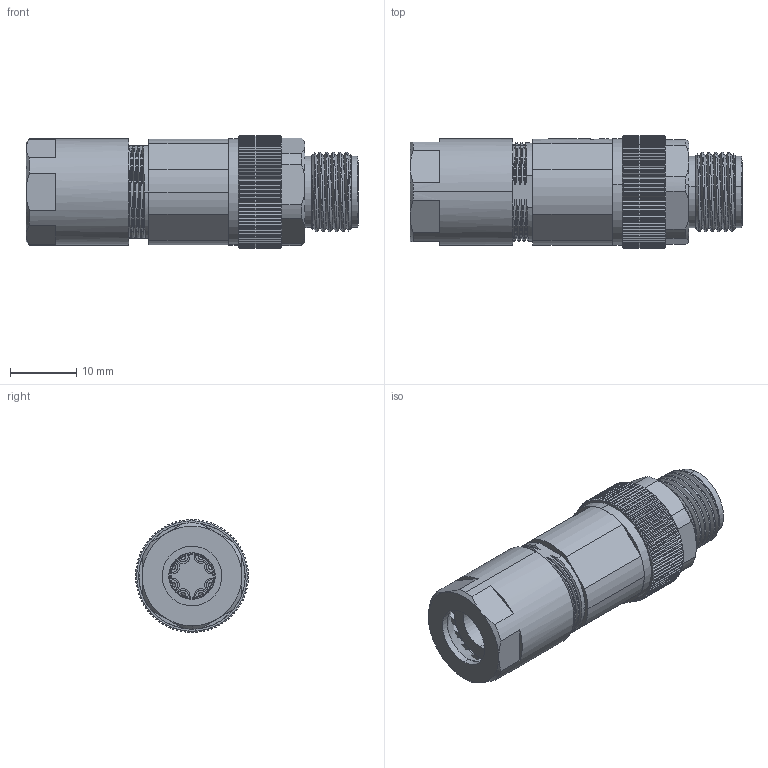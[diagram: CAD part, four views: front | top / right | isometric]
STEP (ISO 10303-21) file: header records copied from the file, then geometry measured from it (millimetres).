
FILE_DESCRIPTION (( 'STEP AP214' ), '1' );
FILE_NAME ('55-00259.STEP', '2024-04-10T18:11:35', ( '' ), ( '' ), 'SwSTEP 2.0', 'SolidWorks 2021', '' );
FILE_SCHEMA (( 'AUTOMOTIVE_DESIGN' ));
Length unit declared in the file: millimetre
Products named in the file (17): 55-00259-09___; 55-00259-13___; 55-00259-02___; 55-00259-12___; 55-00259-10___; 55-00259-15___; 55-00259-14___; 55-00259-05___; 55-00259-01___; 55-00259-08___; 55-00259-07___; 55-00259-04___; 55-00259-03___; 55-00259-06___; 55-00259-11___; 55-00259-16___; 55-00259
Assembly tree (23 placements, depth 2):
  55-00259
    55-00259-01___
    55-00259-02___
    55-00259-03___
    55-00259-04___
    55-00259-05___
    55-00259-06___
    55-00259-07___
    55-00259-08___
    55-00259-09___
    55-00259-10___
    55-00259-11___
    55-00259-12___
    55-00259-13___
    55-00259-14___
    55-00259-15___  x8
    55-00259-16___
Bounding box: 50 x 17 x 17 mm (x, y, z)
Volume: 6494.1 mm3; surface area: 15269.8 mm2
Topology: 23 solids, 23 shells, 1907 faces, 4913 edges, 3085 vertices
Faces by surface type: plane 696, cylinder 550, cone 344, bspline 309, torus 8
Entity records: 87062 total; most frequent: CARTESIAN_POINT 47322, ORIENTED_EDGE 8982, DIRECTION 7159, EDGE_CURVE 4491, VERTEX_POINT 2840, AXIS2_PLACEMENT_3D 2823, EDGE_LOOP 1771, ADVANCED_FACE 1704
